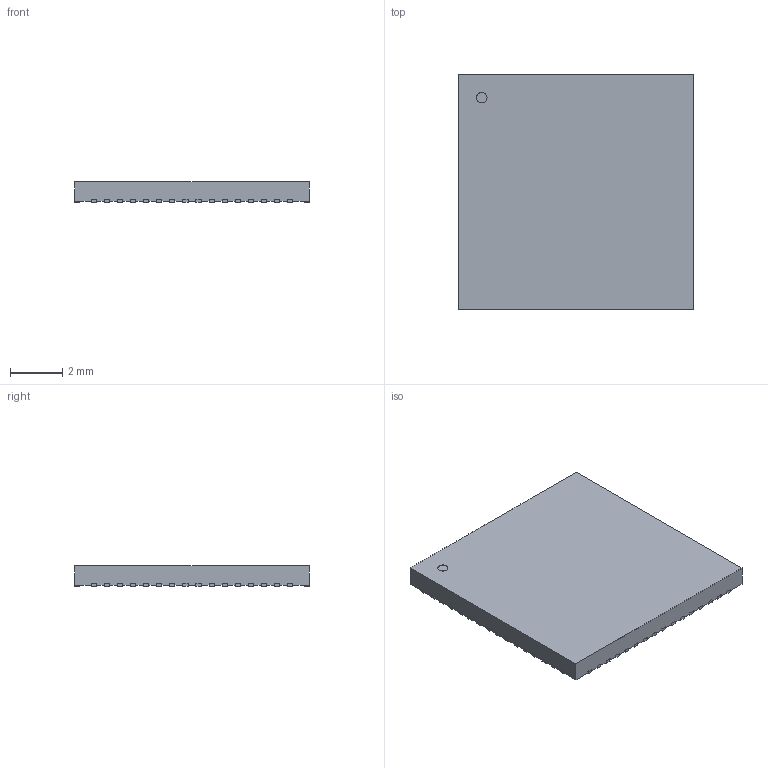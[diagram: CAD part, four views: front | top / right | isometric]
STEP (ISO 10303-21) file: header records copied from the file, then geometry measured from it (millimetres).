
FILE_DESCRIPTION(/* description */ ('model of Texas_S-PVQFN-N64_EP4.25x4.25mm'),/* implementation_level */ '2;1');
FILE_NAME(/* name */ 'Texas_S-PVQFN-N64_EP4.25x4.25mm.step',/* time_stamp */ '2018-11-08T21:33:10',/* author */ ('kicad StepUp','ksu'),/* organization */ ('FreeCAD'),/* preprocessor_version */ 'OCC',/* originating_system */ 'kicad StepUp',/* authorisation */ '');
FILE_SCHEMA(('AUTOMOTIVE_DESIGN { 1 0 10303 214 1 1 1 1 }'));
Length unit declared in the file: millimetre
Products named in the file (1): Texas_S_PVQFN_N64_EP425x425mm
Bounding box: 9 x 9 x 0.78 mm (x, y, z)
Volume: 60.4 mm3; surface area: 189.9 mm2
Topology: 1 solids, 1 shells, 392 faces, 1167 edges, 778 vertices
Faces by surface type: plane 391, cylinder 1
Full cylindrical faces by diameter (mm): 0.4 x1
Entity records: 8854 total; most frequent: ORIENTED_EDGE 2008, CARTESIAN_POINT 1359, EDGE_CURVE 1167, LINE 1101, VERTEX_POINT 778, AXIS2_PLACEMENT_3D 394, FACE_BOUND 393, EDGE_LOOP 393
